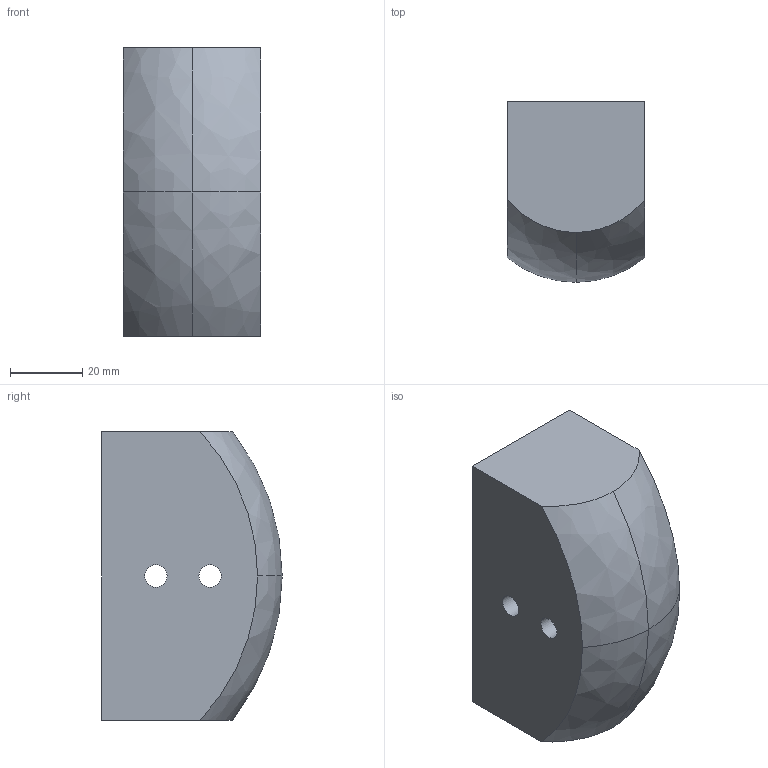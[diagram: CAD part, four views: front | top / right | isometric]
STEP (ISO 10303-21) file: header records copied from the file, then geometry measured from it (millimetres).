
FILE_DESCRIPTION(/* description */ (''),/* implementation_level */ '2;1');
FILE_NAME(/* name */ 'DIE - CNC v4.step',/* time_stamp */ '2024-08-06T21:52:54-07:00',/* author */ (''),/* organization */ (''),/* preprocessor_version */ 'ST-DEVELOPER v20',/* originating_system */ 'Autodesk Translation Framework v13.14.0.145',/* authorisation */ '');
FILE_SCHEMA (('AUTOMOTIVE_DESIGN { 1 0 10303 214 3 1 1 }'));
Length unit declared in the file: millimetre
Products named in the file (1): DIE - CNC
Bounding box: 38.1 x 50 x 80 mm (x, y, z)
Volume: 129629.9 mm3; surface area: 16653.4 mm2
Topology: 1 solids, 1 shells, 11 faces, 26 edges, 17 vertices
Faces by surface type: plane 5, bspline 4, cylinder 2
Full cylindrical faces by diameter (mm): 6.2 x2
Entity records: 401 total; most frequent: CARTESIAN_POINT 115, ORIENTED_EDGE 52, DIRECTION 50, EDGE_CURVE 26, AXIS2_PLACEMENT_3D 20, VERTEX_POINT 17, EDGE_LOOP 15, CIRCLE 12
